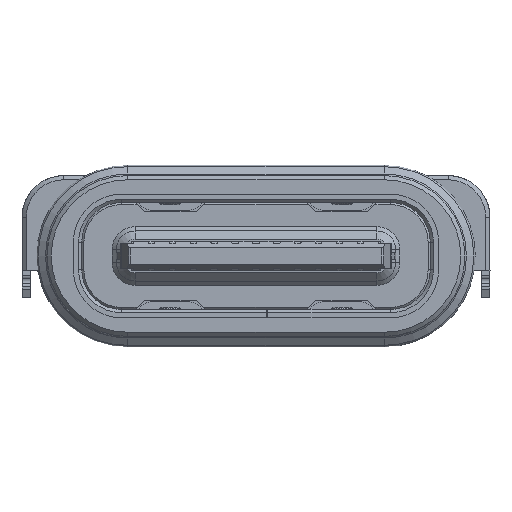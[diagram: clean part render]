
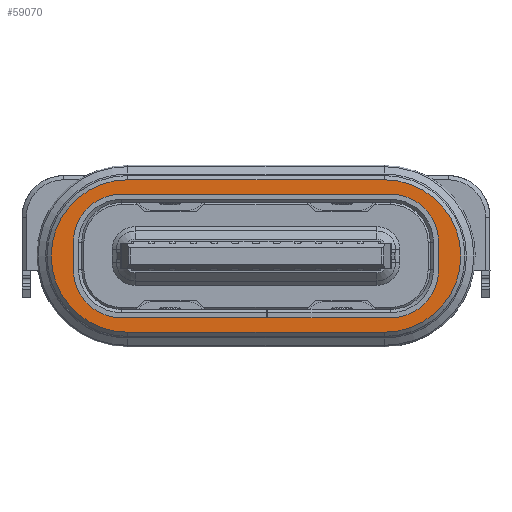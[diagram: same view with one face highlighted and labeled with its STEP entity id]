
A CAD part, front view. The second image highlights one B-rep face of the part: STEP entity #59070.
In plain terms, the highlighted planar face has unit normal (0, -1, 0).
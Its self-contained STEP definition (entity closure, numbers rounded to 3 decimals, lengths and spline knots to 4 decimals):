
#15860=CARTESIAN_POINT('',(0.28,-4.05,
-0.075));
#15870=VERTEX_POINT('',#15860);
#15900=CARTESIAN_POINT('',(0.,-4.05,
-0.075));
#15910=DIRECTION('',(1.,0.,0.));
#15920=VECTOR('',#15910,1.);
#15930=LINE('',#15900,#15920);
#15940=CARTESIAN_POINT('',(0.26,-4.05,
-0.075));
#15950=VERTEX_POINT('',#15940);
#15960=EDGE_CURVE('',#15950,#15870,#15930,.T.);
#57730=CARTESIAN_POINT('',(4.4854,-4.05,
0.7194));
#57740=DIRECTION('',(0.,-1.,0.));
#57750=DIRECTION('',(1.,0.,0.));
#57760=AXIS2_PLACEMENT_3D('',#57730,#57740,#57750);
#57770=PLANE('',#57760);
#57780=CARTESIAN_POINT('',(1.4725,-4.05,
-0.2));
#57790=DIRECTION('',(1.,0.,0.));
#57800=VECTOR('',#57790,1.);
#57810=LINE('',#57780,#57800);
#57820=CARTESIAN_POINT('',(-3.22,-4.05,
-0.2));
#57830=VERTEX_POINT('',#57820);
#57840=CARTESIAN_POINT('',(0.26,-4.05,
-0.2));
#57850=VERTEX_POINT('',#57840);
#57860=EDGE_CURVE('',#57830,#57850,#57810,.T.);
#57870=ORIENTED_EDGE('',*,*,#57860,.F.);
#57880=CARTESIAN_POINT('',(0.26,-4.05,
1.28));
#57890=DIRECTION('',(0.,0.,1.));
#57900=VECTOR('',#57890,1.);
#57910=LINE('',#57880,#57900);
#57920=EDGE_CURVE('',#57850,#15950,#57910,.T.);
#57930=ORIENTED_EDGE('',*,*,#57920,.F.);
#57940=ORIENTED_EDGE('',*,*,#15960,.F.);
#57950=CARTESIAN_POINT('',(0.28,-4.05,
1.28));
#57960=DIRECTION('',(0.,0.,-1.));
#57970=VECTOR('',#57960,1.);
#57980=LINE('',#57950,#57970);
#57990=CARTESIAN_POINT('',(0.28,-4.05,
-0.2));
#58000=VERTEX_POINT('',#57990);
#58010=EDGE_CURVE('',#15870,#58000,#57980,.T.);
#58020=ORIENTED_EDGE('',*,*,#58010,.F.);
#58030=CARTESIAN_POINT('',(1.4725,-4.05,
-0.2));
#58040=DIRECTION('',(1.,0.,0.));
#58050=VECTOR('',#58040,1.);
#58060=LINE('',#58030,#58050);
#58070=CARTESIAN_POINT('',(3.22,-4.05,
-0.2));
#58080=VERTEX_POINT('',#58070);
#58090=EDGE_CURVE('',#58000,#58080,#58060,.T.);
#58100=ORIENTED_EDGE('',*,*,#58090,.F.);
#58110=CARTESIAN_POINT('',(3.22,-4.05,
0.95));
#58120=DIRECTION('',(0.,-1.,0.));
#58130=DIRECTION('',(1.,0.,0.));
#58140=AXIS2_PLACEMENT_3D('',#58110,#58120,#58130);
#58150=CIRCLE('',#58140,1.15);
#58160=CARTESIAN_POINT('',(4.37,-4.05,
0.95));
#58170=VERTEX_POINT('',#58160);
#58180=EDGE_CURVE('',#58080,#58170,#58150,.T.);
#58190=ORIENTED_EDGE('',*,*,#58180,.F.);
#58200=CARTESIAN_POINT('',(4.37,-4.05,
1.28));
#58210=DIRECTION('',(0.,0.,1.));
#58220=VECTOR('',#58210,1.);
#58230=LINE('',#58200,#58220);
#58240=CARTESIAN_POINT('',(4.37,-4.05,
1.61));
#58250=VERTEX_POINT('',#58240);
#58260=EDGE_CURVE('',#58170,#58250,#58230,.T.);
#58270=ORIENTED_EDGE('',*,*,#58260,.F.);
#58280=CARTESIAN_POINT('',(3.22,-4.05,
1.61));
#58290=DIRECTION('',(0.,-1.,0.));
#58300=DIRECTION('',(1.,0.,0.));
#58310=AXIS2_PLACEMENT_3D('',#58280,#58290,#58300);
#58320=CIRCLE('',#58310,1.15);
#58330=CARTESIAN_POINT('',(3.22,-4.05,
2.76));
#58340=VERTEX_POINT('',#58330);
#58350=EDGE_CURVE('',#58250,#58340,#58320,.T.);
#58360=ORIENTED_EDGE('',*,*,#58350,.F.);
#58370=CARTESIAN_POINT('',(1.4725,-4.05,
2.76));
#58380=DIRECTION('',(1.,0.,0.));
#58390=VECTOR('',#58380,1.);
#58400=LINE('',#58370,#58390);
#58410=CARTESIAN_POINT('',(-3.22,-4.05,
2.76));
#58420=VERTEX_POINT('',#58410);
#58430=EDGE_CURVE('',#58420,#58340,#58400,.T.);
#58440=ORIENTED_EDGE('',*,*,#58430,.T.);
#58450=CARTESIAN_POINT('',(-3.22,-4.05,
1.61));
#58460=DIRECTION('',(0.,1.,0.));
#58470=DIRECTION('',(-1.,0.,0.));
#58480=AXIS2_PLACEMENT_3D('',#58450,#58460,#58470);
#58490=CIRCLE('',#58480,1.15);
#58500=CARTESIAN_POINT('',(-4.37,-4.05,
1.61));
#58510=VERTEX_POINT('',#58500);
#58520=EDGE_CURVE('',#58510,#58420,#58490,.T.);
#58530=ORIENTED_EDGE('',*,*,#58520,.T.);
#58540=CARTESIAN_POINT('',(-4.37,-4.05,
1.28));
#58550=DIRECTION('',(0.,0.,1.));
#58560=VECTOR('',#58550,1.);
#58570=LINE('',#58540,#58560);
#58580=CARTESIAN_POINT('',(-4.37,-4.05,
0.95));
#58590=VERTEX_POINT('',#58580);
#58600=EDGE_CURVE('',#58590,#58510,#58570,.T.);
#58610=ORIENTED_EDGE('',*,*,#58600,.T.);
#58620=CARTESIAN_POINT('',(-3.22,-4.05,
0.95));
#58630=DIRECTION('',(0.,1.,0.));
#58640=DIRECTION('',(-1.,0.,0.));
#58650=AXIS2_PLACEMENT_3D('',#58620,#58630,#58640);
#58660=CIRCLE('',#58650,1.15);
#58670=EDGE_CURVE('',#57830,#58590,#58660,.T.);
#58680=ORIENTED_EDGE('',*,*,#58670,.T.);
#58690=EDGE_LOOP('',(#58680,#58610,#58530,#58440,#58360,#58270,#58190,
#58100,#58020,#57940,#57930,#57870));
#58700=FACE_BOUND('',#58690,.T.);
#58710=CARTESIAN_POINT('',(0.,-4.05,
-0.545));
#58720=DIRECTION('',(-1.,0.,0.));
#58730=VECTOR('',#58720,1.);
#58740=LINE('',#58710,#58730);
#58750=CARTESIAN_POINT('',(3.075,-4.05,
-0.545));
#58760=VERTEX_POINT('',#58750);
#58770=CARTESIAN_POINT('',(-3.075,-4.05,
-0.545));
#58780=VERTEX_POINT('',#58770);
#58790=EDGE_CURVE('',#58760,#58780,#58740,.T.);
#58800=ORIENTED_EDGE('',*,*,#58790,.F.);
#58810=CARTESIAN_POINT('',(-3.075,-4.05,
1.28));
#58820=DIRECTION('',(0.,1.,0.));
#58830=DIRECTION('',(-1.,0.,0.));
#58840=AXIS2_PLACEMENT_3D('',#58810,#58820,#58830);
#58850=CIRCLE('',#58840,1.825);
#58860=CARTESIAN_POINT('',(-3.075,-4.05,
3.105));
#58870=VERTEX_POINT('',#58860);
#58880=EDGE_CURVE('',#58780,#58870,#58850,.T.);
#58890=ORIENTED_EDGE('',*,*,#58880,.F.);
#58900=CARTESIAN_POINT('',(0.,-4.05,
3.105));
#58910=DIRECTION('',(-1.,0.,0.));
#58920=VECTOR('',#58910,1.);
#58930=LINE('',#58900,#58920);
#58940=CARTESIAN_POINT('',(3.075,-4.05,
3.105));
#58950=VERTEX_POINT('',#58940);
#58960=EDGE_CURVE('',#58950,#58870,#58930,.T.);
#58970=ORIENTED_EDGE('',*,*,#58960,.T.);
#58980=CARTESIAN_POINT('',(3.075,-4.05,
1.28));
#58990=DIRECTION('',(0.,-1.,0.));
#59000=DIRECTION('',(0.,0.,1.));
#59010=AXIS2_PLACEMENT_3D('',#58980,#58990,#59000);
#59020=CIRCLE('',#59010,1.825);
#59030=EDGE_CURVE('',#58760,#58950,#59020,.T.);
#59040=ORIENTED_EDGE('',*,*,#59030,.T.);
#59050=EDGE_LOOP('',(#59040,#58970,#58890,#58800));
#59060=FACE_OUTER_BOUND('',#59050,.T.);
#59070=ADVANCED_FACE('',(#58700,#59060),#57770,.T.);
